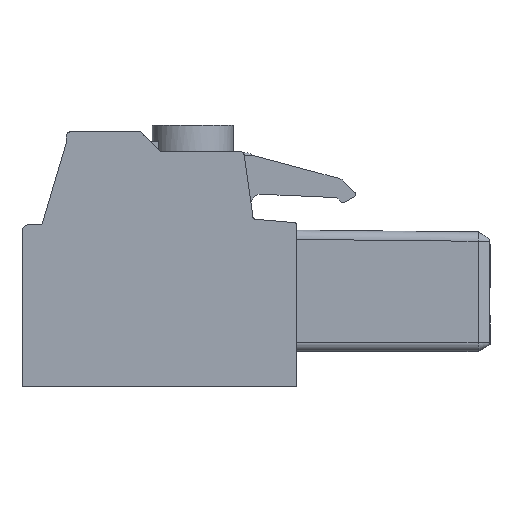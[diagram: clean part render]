
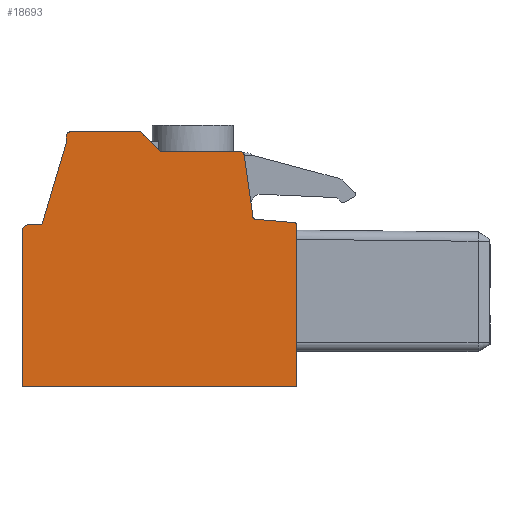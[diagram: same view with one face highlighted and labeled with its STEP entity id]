
A CAD part, left-side view. The second image highlights one B-rep face of the part: STEP entity #18693.
In plain terms, the highlighted face is planar.
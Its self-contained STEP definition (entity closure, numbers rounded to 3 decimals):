
#482=PLANE('',#19602);
#849=CIRCLE('',#19603,0.5);
#850=CIRCLE('',#19604,0.15);
#851=CIRCLE('',#19605,0.2);
#852=CIRCLE('',#19606,0.3);
#853=CIRCLE('',#19607,0.3);
#3821=ORIENTED_EDGE('',*,*,#6463,.T.);
#3822=ORIENTED_EDGE('',*,*,#6464,.F.);
#3823=ORIENTED_EDGE('',*,*,#6465,.F.);
#3824=ORIENTED_EDGE('',*,*,#6466,.T.);
#3825=ORIENTED_EDGE('',*,*,#6467,.F.);
#3826=ORIENTED_EDGE('',*,*,#6468,.T.);
#3827=ORIENTED_EDGE('',*,*,#6469,.T.);
#3828=ORIENTED_EDGE('',*,*,#6470,.T.);
#3829=ORIENTED_EDGE('',*,*,#6471,.T.);
#3830=ORIENTED_EDGE('',*,*,#6472,.F.);
#3831=ORIENTED_EDGE('',*,*,#6473,.F.);
#3832=ORIENTED_EDGE('',*,*,#6474,.F.);
#3833=ORIENTED_EDGE('',*,*,#6475,.F.);
#3834=ORIENTED_EDGE('',*,*,#6476,.F.);
#3835=ORIENTED_EDGE('',*,*,#6477,.T.);
#3836=ORIENTED_EDGE('',*,*,#6478,.T.);
#6463=EDGE_CURVE('',#8013,#8014,#9630,.T.);
#6464=EDGE_CURVE('',#8015,#8014,#9631,.T.);
#6465=EDGE_CURVE('',#8016,#8015,#849,.T.);
#6466=EDGE_CURVE('',#8016,#8017,#9632,.T.);
#6467=EDGE_CURVE('',#8018,#8017,#9633,.T.);
#6468=EDGE_CURVE('',#8018,#8019,#9634,.T.);
#6469=EDGE_CURVE('',#8019,#8020,#850,.T.);
#6470=EDGE_CURVE('',#8020,#8021,#9635,.T.);
#6471=EDGE_CURVE('',#8021,#8022,#851,.T.);
#6472=EDGE_CURVE('',#8023,#8022,#9636,.T.);
#6473=EDGE_CURVE('',#8024,#8023,#852,.T.);
#6474=EDGE_CURVE('',#8025,#8024,#9637,.T.);
#6475=EDGE_CURVE('',#8026,#8025,#9638,.T.);
#6476=EDGE_CURVE('',#8027,#8026,#9639,.T.);
#6477=EDGE_CURVE('',#8027,#8028,#853,.T.);
#6478=EDGE_CURVE('',#8028,#8013,#9640,.T.);
#8013=VERTEX_POINT('',#27183);
#8014=VERTEX_POINT('',#27184);
#8015=VERTEX_POINT('',#27186);
#8016=VERTEX_POINT('',#27188);
#8017=VERTEX_POINT('',#27190);
#8018=VERTEX_POINT('',#27192);
#8019=VERTEX_POINT('',#27194);
#8020=VERTEX_POINT('',#27196);
#8021=VERTEX_POINT('',#27198);
#8022=VERTEX_POINT('',#27200);
#8023=VERTEX_POINT('',#27202);
#8024=VERTEX_POINT('',#27204);
#8025=VERTEX_POINT('',#27206);
#8026=VERTEX_POINT('',#27208);
#8027=VERTEX_POINT('',#27210);
#8028=VERTEX_POINT('',#27212);
#9630=LINE('',#27182,#11352);
#9631=LINE('',#27185,#11353);
#9632=LINE('',#27189,#11354);
#9633=LINE('',#27191,#11355);
#9634=LINE('',#27193,#11356);
#9635=LINE('',#27197,#11357);
#9636=LINE('',#27201,#11358);
#9637=LINE('',#27205,#11359);
#9638=LINE('',#27207,#11360);
#9639=LINE('',#27209,#11361);
#9640=LINE('',#27213,#11362);
#11352=VECTOR('',#22511,1000.);
#11353=VECTOR('',#22512,1000.);
#11354=VECTOR('',#22515,1000.);
#11355=VECTOR('',#22516,1000.);
#11356=VECTOR('',#22517,1000.);
#11357=VECTOR('',#22520,1000.);
#11358=VECTOR('',#22523,1000.);
#11359=VECTOR('',#22526,1000.);
#11360=VECTOR('',#22527,1000.);
#11361=VECTOR('',#22528,1000.);
#11362=VECTOR('',#22531,1000.);
#12340=EDGE_LOOP('',(#3821,#3822,#3823,#3824,#3825,#3826,#3827,#3828,#3829,
#3830,#3831,#3832,#3833,#3834,#3835,#3836));
#13032=FACE_BOUND('',#12340,.T.);
#18693=ADVANCED_FACE('',(#13032),#482,.F.);
#19602=AXIS2_PLACEMENT_3D('',#27181,#22509,#22510);
#19603=AXIS2_PLACEMENT_3D('',#27187,#22513,#22514);
#19604=AXIS2_PLACEMENT_3D('',#27195,#22518,#22519);
#19605=AXIS2_PLACEMENT_3D('',#27199,#22521,#22522);
#19606=AXIS2_PLACEMENT_3D('',#27203,#22524,#22525);
#19607=AXIS2_PLACEMENT_3D('',#27211,#22529,#22530);
#22509=DIRECTION('',(0.,0.,-1.));
#22510=DIRECTION('',(-1.,0.,0.));
#22511=DIRECTION('',(0.286,0.958,0.));
#22512=DIRECTION('',(-1.,0.,0.));
#22513=DIRECTION('',(0.,0.,-1.));
#22514=DIRECTION('',(0.,1.,0.));
#22515=DIRECTION('',(0.,1.,0.));
#22516=DIRECTION('',(1.,0.,0.));
#22517=DIRECTION('',(0.,-1.,0.));
#22518=DIRECTION('',(0.,0.,1.));
#22519=DIRECTION('',(0.,-1.,0.));
#22520=DIRECTION('',(0.996,-0.087,0.));
#22521=DIRECTION('',(0.,0.,-1.));
#22522=DIRECTION('',(0.,1.,0.));
#22523=DIRECTION('',(-0.139,0.99,0.));
#22524=DIRECTION('',(0.,0.,-1.));
#22525=DIRECTION('',(0.,1.,0.));
#22526=DIRECTION('',(-1.,0.,0.));
#22527=DIRECTION('',(-0.707,0.707,0.));
#22528=DIRECTION('',(-1.,0.,0.));
#22529=DIRECTION('',(0.,0.,1.));
#22530=DIRECTION('',(0.,-1.,0.));
#22531=DIRECTION('',(0.,1.,0.));
#27181=CARTESIAN_POINT('',(83.057,30.859,57.48));
#27182=CARTESIAN_POINT('',(101.492,33.75,57.48));
#27183=CARTESIAN_POINT('',(98.15,22.55,57.48));
#27184=CARTESIAN_POINT('',(100.,28.75,57.48));
#27185=CARTESIAN_POINT('',(66.25,28.75,57.48));
#27186=CARTESIAN_POINT('',(101.,28.75,57.48));
#27187=CARTESIAN_POINT('',(101.,29.25,57.48));
#27188=CARTESIAN_POINT('',(101.5,29.25,57.48));
#27189=CARTESIAN_POINT('',(101.5,33.75,57.48));
#27190=CARTESIAN_POINT('',(101.5,40.95,57.48));
#27191=CARTESIAN_POINT('',(66.25,40.95,57.48));
#27192=CARTESIAN_POINT('',(80.85,40.95,57.48));
#27193=CARTESIAN_POINT('',(80.85,33.75,57.48));
#27194=CARTESIAN_POINT('',(80.85,28.737,57.48));
#27195=CARTESIAN_POINT('',(81.,28.737,57.48));
#27196=CARTESIAN_POINT('',(80.987,28.588,57.48));
#27197=CARTESIAN_POINT('',(66.25,29.877,57.48));
#27198=CARTESIAN_POINT('',(83.929,28.331,57.48));
#27199=CARTESIAN_POINT('',(83.912,28.131,57.48));
#27200=CARTESIAN_POINT('',(84.11,28.159,57.48));
#27201=CARTESIAN_POINT('',(83.324,33.75,57.48));
#27202=CARTESIAN_POINT('',(84.764,23.508,57.48));
#27203=CARTESIAN_POINT('',(85.061,23.55,57.48));
#27204=CARTESIAN_POINT('',(85.061,23.25,57.48));
#27205=CARTESIAN_POINT('',(66.25,23.25,57.48));
#27206=CARTESIAN_POINT('',(91.05,23.25,57.48));
#27207=CARTESIAN_POINT('',(66.25,48.05,57.48));
#27208=CARTESIAN_POINT('',(92.55,21.75,57.48));
#27209=CARTESIAN_POINT('',(66.25,21.75,57.48));
#27210=CARTESIAN_POINT('',(97.85,21.75,57.48));
#27211=CARTESIAN_POINT('',(97.85,22.05,57.48));
#27212=CARTESIAN_POINT('',(98.15,22.05,57.48));
#27213=CARTESIAN_POINT('',(98.15,33.75,57.48));
